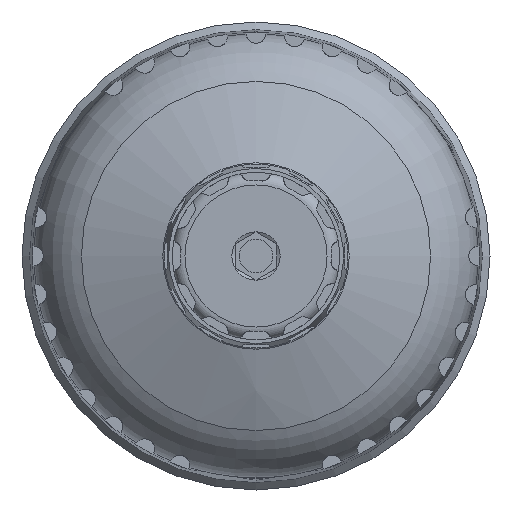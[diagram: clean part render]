
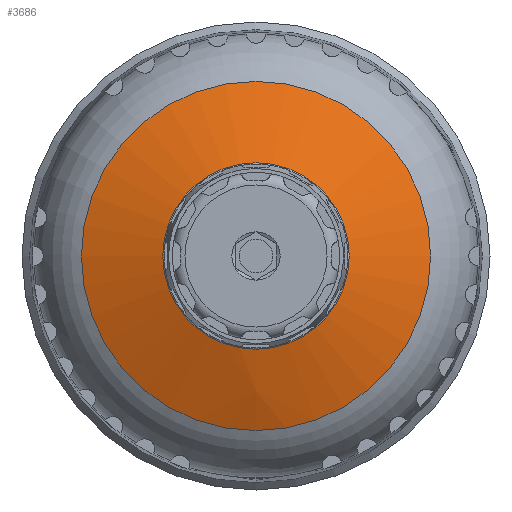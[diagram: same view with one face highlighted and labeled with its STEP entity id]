
A CAD part, front view. The second image highlights one B-rep face of the part: STEP entity #3686.
In plain terms, the highlighted spherical face has radius 48 mm.
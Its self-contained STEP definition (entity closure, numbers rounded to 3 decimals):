
#18=SPHERICAL_SURFACE('',#4094,48.);
#1306=ORIENTED_EDGE('',*,*,#2174,.T.);
#1307=ORIENTED_EDGE('',*,*,#2175,.F.);
#2174=EDGE_CURVE('',#2640,#2640,#2917,.T.);
#2175=EDGE_CURVE('',#2641,#2641,#2918,.T.);
#2640=VERTEX_POINT('',#6900);
#2641=VERTEX_POINT('',#6903);
#2917=CIRCLE('',#4093,20.893);
#2918=CIRCLE('',#4095,11.154);
#3096=EDGE_LOOP('',(#1306));
#3097=EDGE_LOOP('',(#1307));
#3346=FACE_BOUND('',#3096,.T.);
#3347=FACE_BOUND('',#3097,.T.);
#3686=ADVANCED_FACE('',(#3346,#3347),#18,.T.);
#4093=AXIS2_PLACEMENT_3D('',#6899,#4889,#4890);
#4094=AXIS2_PLACEMENT_3D('',#6901,#4891,#4892);
#4095=AXIS2_PLACEMENT_3D('',#6902,#4893,#4894);
#4889=DIRECTION('',(0.,-1.,0.));
#4890=DIRECTION('',(0.,0.,-1.));
#4891=DIRECTION('',(0.,-1.,0.));
#4892=DIRECTION('',(1.,0.,0.));
#4893=DIRECTION('',(0.,-1.,0.));
#4894=DIRECTION('',(0.,0.,-1.));
#6899=CARTESIAN_POINT('',(0.,8.526,0.));
#6900=CARTESIAN_POINT('',(0.,8.526,-20.893));
#6901=CARTESIAN_POINT('',(0.,51.74,0.));
#6902=CARTESIAN_POINT('',(0.,5.054,0.));
#6903=CARTESIAN_POINT('',(0.,5.054,-11.154));
